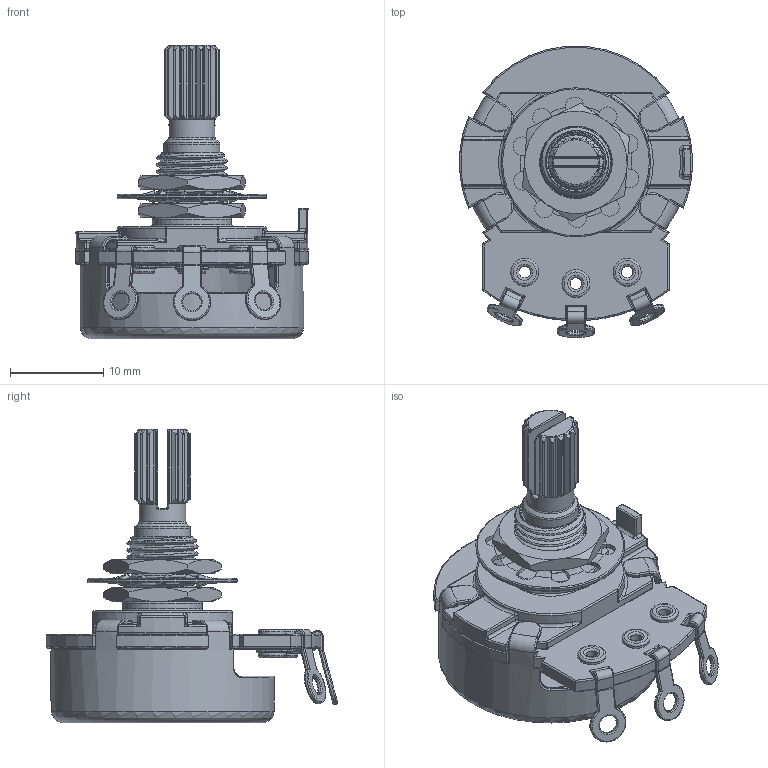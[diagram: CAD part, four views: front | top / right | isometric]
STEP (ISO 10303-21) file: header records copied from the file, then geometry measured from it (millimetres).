
FILE_DESCRIPTION(('FreeCAD Model'),'2;1');
FILE_NAME('potmeter_sp.step','2019-03-01T21:27:30',( 'kicad StepUp'),('ksu MCAD'),'Open CASCADE STEP processor 7.2', 'FreeCAD','Unknown');
FILE_SCHEMA(('AUTOMOTIVE_DESIGN { 1 0 10303 214 1 1 1 1 }'));
Length unit declared in the file: millimetre
Products named in the file (1): potmeter_sp
Bounding box: 24.97 x 31.25 x 31.5 mm (x, y, z)
Volume: 2931.3 mm3; surface area: 7076.8 mm2
Topology: 16 solids, 17 shells, 1069 faces, 2480 edges, 1447 vertices
Faces by surface type: cylinder 365, plane 253, torus 233, bspline 116, cone 66, sphere 36
Full cylindrical faces by diameter (mm): 1.25 x3, 2 x15, 3 x10, 5 x1, 6 x2, 7.188 x2, 8.5 x2, 16 x1, 23 x1, 24 x1
Entity records: 44160 total; most frequent: CARTESIAN_POINT 13728, ORIENTED_EDGE 4940, DIRECTION 4616, EDGE_CURVE 2470, AXIS2_PLACEMENT_3D 1933, VERTEX_POINT 1447, FACE_BOUND 1121, EDGE_LOOP 1121
